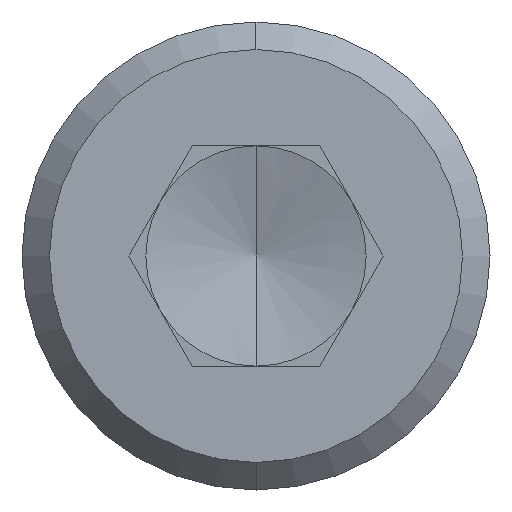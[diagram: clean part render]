
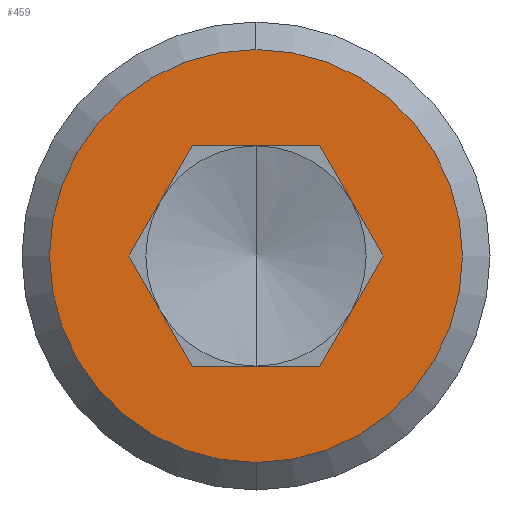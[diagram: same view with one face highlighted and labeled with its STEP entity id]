
A CAD part, left-side view. The second image highlights one B-rep face of the part: STEP entity #459.
In plain terms, the highlighted planar face has unit normal (-1, 0, 0).
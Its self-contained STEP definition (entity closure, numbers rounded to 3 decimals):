
#3 = FACE_OUTER_BOUND ( 'NONE', #605, .T. ) ;
#4 = ORIENTED_EDGE ( 'NONE', *, *, #470, .F. ) ;
#17 = DIRECTION ( 'NONE',  ( 0., -0.5, 0.866 ) ) ;
#25 = DIRECTION ( 'NONE',  ( 0., 0., -1. ) ) ;
#28 = DIRECTION ( 'NONE',  ( 1., 0., 0. ) ) ;
#51 = LINE ( 'NONE', #640, #198 ) ;
#63 = ORIENTED_EDGE ( 'NONE', *, *, #693, .T. ) ;
#67 = ORIENTED_EDGE ( 'NONE', *, *, #82, .T. ) ;
#77 = CARTESIAN_POINT ( 'NONE',  ( -5., 1.155, 2. ) ) ;
#79 = ORIENTED_EDGE ( 'NONE', *, *, #109, .F. ) ;
#82 = EDGE_CURVE ( 'NONE', #676, #145, #502, .T. ) ;
#89 = DIRECTION ( 'NONE',  ( 0., 1., 0. ) ) ;
#91 = CARTESIAN_POINT ( 'NONE',  ( -5., 0., 3.75 ) ) ;
#103 = CIRCLE ( 'NONE', #495, 3.75 ) ;
#107 = ORIENTED_EDGE ( 'NONE', *, *, #239, .T. ) ;
#108 = DIRECTION ( 'NONE',  ( 0., -0.5, -0.866 ) ) ;
#109 = EDGE_CURVE ( 'NONE', #569, #588, #103, .T. ) ;
#131 = DIRECTION ( 'NONE',  ( 0., 0.5, 0.866 ) ) ;
#145 = VERTEX_POINT ( 'NONE', #664 ) ;
#146 = CARTESIAN_POINT ( 'NONE',  ( -5., -2.309, 0. ) ) ;
#151 = LINE ( 'NONE', #571, #572 ) ;
#166 = CARTESIAN_POINT ( 'NONE',  ( -5., 2.309, 0. ) ) ;
#185 = VERTEX_POINT ( 'NONE', #518 ) ;
#194 = CARTESIAN_POINT ( 'NONE',  ( -5., 0., -3.75 ) ) ;
#198 = VECTOR ( 'NONE', #587, 1000. ) ;
#207 = VECTOR ( 'NONE', #108, 1000. ) ;
#212 = ORIENTED_EDGE ( 'NONE', *, *, #500, .T. ) ;
#214 = FACE_BOUND ( 'NONE', #329, .T. ) ;
#218 = PLANE ( 'NONE',  #290 ) ;
#227 = VECTOR ( 'NONE', #17, 1000. ) ;
#229 = EDGE_CURVE ( 'NONE', #562, #289, #51, .T. ) ;
#239 = EDGE_CURVE ( 'NONE', #289, #302, #151, .T. ) ;
#258 = LINE ( 'NONE', #77, #455 ) ;
#262 = ORIENTED_EDGE ( 'NONE', *, *, #612, .T. ) ;
#263 = CARTESIAN_POINT ( 'NONE',  ( -5., -1.155, -2. ) ) ;
#289 = VERTEX_POINT ( 'NONE', #263 ) ;
#290 = AXIS2_PLACEMENT_3D ( 'NONE', #434, #429, #402 ) ;
#302 = VERTEX_POINT ( 'NONE', #682 ) ;
#303 = CARTESIAN_POINT ( 'NONE',  ( -5., 0., 0. ) ) ;
#329 = EDGE_LOOP ( 'NONE', ( #435, #107, #212, #67, #262, #63 ) ) ;
#342 = CARTESIAN_POINT ( 'NONE',  ( -5., 2.309, 0. ) ) ;
#348 = DIRECTION ( 'NONE',  ( 0., -1., 0. ) ) ;
#382 = CIRCLE ( 'NONE', #658, 3.75 ) ;
#402 = DIRECTION ( 'NONE',  ( 0., 0., -1. ) ) ;
#429 = DIRECTION ( 'NONE',  ( 1., 0., 0. ) ) ;
#434 = CARTESIAN_POINT ( 'NONE',  ( -5., 0., 0. ) ) ;
#435 = ORIENTED_EDGE ( 'NONE', *, *, #229, .T. ) ;
#447 = DIRECTION ( 'NONE',  ( 1., 0., 0. ) ) ;
#453 = CARTESIAN_POINT ( 'NONE',  ( -5., 1.155, -2. ) ) ;
#455 = VECTOR ( 'NONE', #348, 1000. ) ;
#459 = ADVANCED_FACE ( 'NONE', ( #3, #214 ), #218, .F. ) ;
#470 = EDGE_CURVE ( 'NONE', #588, #569, #382, .T. ) ;
#495 = AXIS2_PLACEMENT_3D ( 'NONE', #497, #447, #667 ) ;
#497 = CARTESIAN_POINT ( 'NONE',  ( -5., 0., 0. ) ) ;
#500 = EDGE_CURVE ( 'NONE', #302, #676, #517, .T. ) ;
#502 = LINE ( 'NONE', #342, #227 ) ;
#503 = VECTOR ( 'NONE', #131, 1000. ) ;
#517 = LINE ( 'NONE', #453, #503 ) ;
#518 = CARTESIAN_POINT ( 'NONE',  ( -5., -1.155, 2. ) ) ;
#562 = VERTEX_POINT ( 'NONE', #146 ) ;
#569 = VERTEX_POINT ( 'NONE', #91 ) ;
#571 = CARTESIAN_POINT ( 'NONE',  ( -5., -1.155, -2. ) ) ;
#572 = VECTOR ( 'NONE', #89, 1000. ) ;
#587 = DIRECTION ( 'NONE',  ( 0., 0.5, -0.866 ) ) ;
#588 = VERTEX_POINT ( 'NONE', #194 ) ;
#594 = LINE ( 'NONE', #597, #207 ) ;
#597 = CARTESIAN_POINT ( 'NONE',  ( -5., -1.155, 2. ) ) ;
#605 = EDGE_LOOP ( 'NONE', ( #79, #4 ) ) ;
#612 = EDGE_CURVE ( 'NONE', #145, #185, #258, .T. ) ;
#640 = CARTESIAN_POINT ( 'NONE',  ( -5., -2.309, 0. ) ) ;
#658 = AXIS2_PLACEMENT_3D ( 'NONE', #303, #28, #25 ) ;
#664 = CARTESIAN_POINT ( 'NONE',  ( -5., 1.155, 2. ) ) ;
#667 = DIRECTION ( 'NONE',  ( 0., 0., -1. ) ) ;
#676 = VERTEX_POINT ( 'NONE', #166 ) ;
#682 = CARTESIAN_POINT ( 'NONE',  ( -5., 1.155, -2. ) ) ;
#693 = EDGE_CURVE ( 'NONE', #185, #562, #594, .T. ) ;
